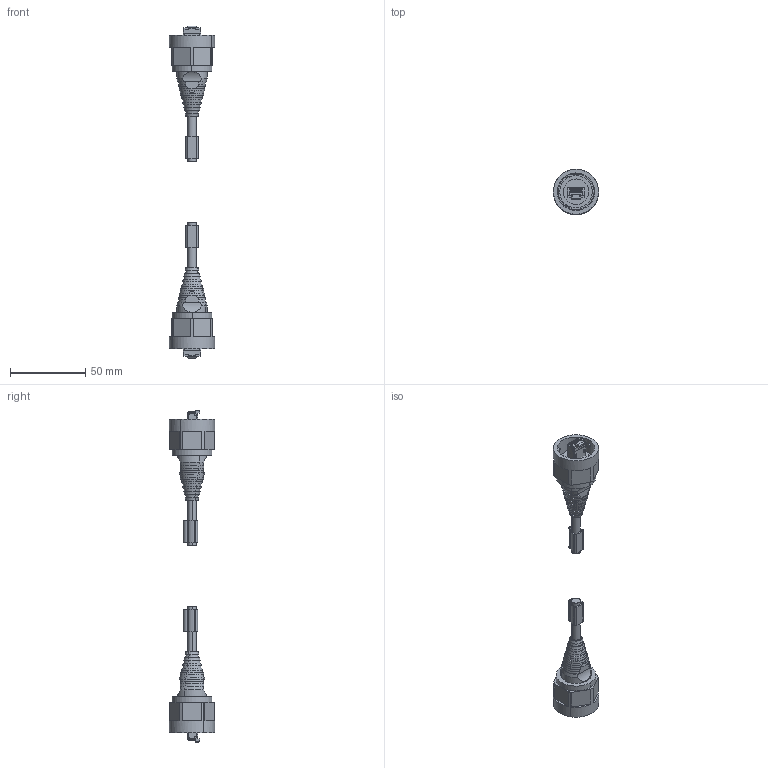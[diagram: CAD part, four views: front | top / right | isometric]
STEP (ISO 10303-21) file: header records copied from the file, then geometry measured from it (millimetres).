
FILE_DESCRIPTION(('CATIA V5 STEP Exchange','CAx-IF Rec.Pracs.--- Model Styling and Organization---1.4--- 2014-01-23'),'2;1');
FILE_NAME ('005404-2_0_1066850000_1066850000.stp','2022-02-17T09:51:25+00:00',('none'),('Weidmueller'),'CATIA Version 5-6 Release 2016 SP3 HF44','CATIA V5 STEP AP214','none');
FILE_SCHEMA(('AUTOMOTIVE_DESIGN { 1 0 10303 214 1 1 1 1 }'));
Products named in the file (1): 1066850000
Bounding box: 30 x 30 x 220.22 mm (x, y, z)
Volume: 41569.8 mm3; surface area: 29818.9 mm2
Topology: 18 solids, 18 shells, 2778 faces, 7894 edges, 5086 vertices
Faces by surface type: plane 1766, cylinder 688, cone 132, torus 124, bspline 48, sphere 20
Entity records: 94251 total; most frequent: CARTESIAN_POINT 25771, ORIENTED_EDGE 15780, DIRECTION 11612, EDGE_CURVE 7890, VECTOR 5782, LINE 5782, VERTEX_POINT 5086, AXIS2_PLACEMENT_3D 3443
